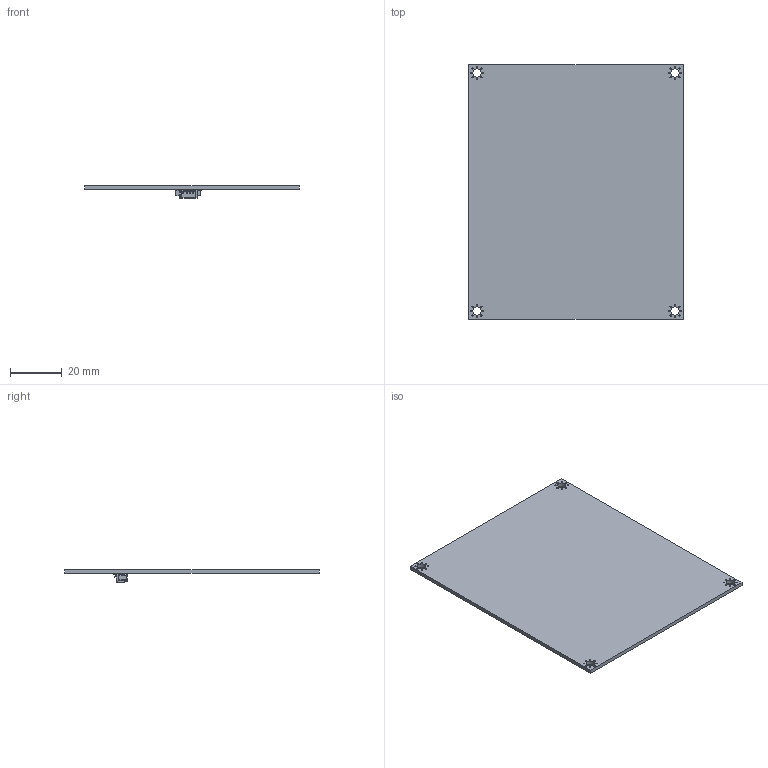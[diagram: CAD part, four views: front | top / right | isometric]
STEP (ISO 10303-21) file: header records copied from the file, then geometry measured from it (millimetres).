
FILE_DESCRIPTION(('KiCad electronic assembly'),'2;1');
FILE_NAME('pv_panel.step','2025-06-14T14:07:24',('Pcbnew'),('Kicad'), 'Open CASCADE STEP processor 7.8','KiCad to STEP converter','Unknown' );
FILE_SCHEMA(('AUTOMOTIVE_DESIGN { 1 0 10303 214 1 1 1 1 }'));
Length unit declared in the file: millimetre
Products named in the file (3): pv_panel 1; Molex_PicoBlade_53261-0471_1x04-1MP_P1.25mm_Horizontal; pv_panel_PCB
Assembly tree (2 placements, depth 2):
  pv_panel 1
    Molex_PicoBlade_53261-0471_1x04-1MP_P1.25mm_Horizontal
    pv_panel_PCB
Bounding box: 82.6 x 98 x 5 mm (x, y, z)
Volume: 12234.1 mm3; surface area: 17026.7 mm2
Topology: 2 solids, 2 shells, 237 faces, 647 edges, 424 vertices
Faces by surface type: plane 191, cylinder 46
Full cylindrical faces by diameter (mm): 0.5 x32, 3.2 x4
Entity records: 8966 total; most frequent: CARTESIAN_POINT 1311, ORIENTED_EDGE 1294, DIRECTION 1223, EDGE_CURVE 647, LINE 551, VECTOR 551, VERTEX_POINT 424, AXIS2_PLACEMENT_3D 336
